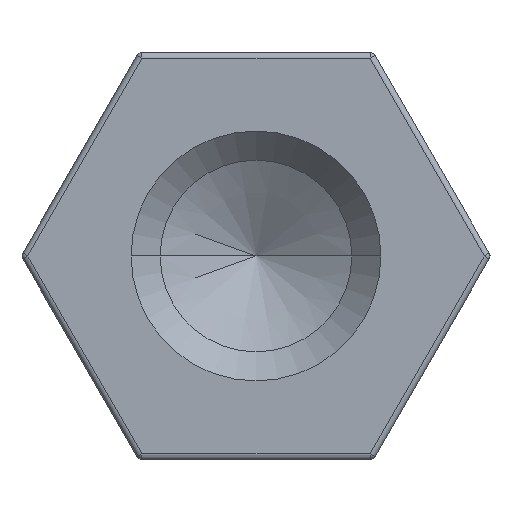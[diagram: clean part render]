
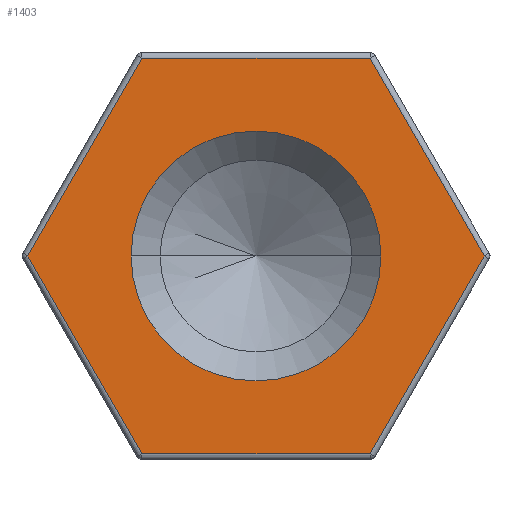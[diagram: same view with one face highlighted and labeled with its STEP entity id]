
A CAD part, left-side view. The second image highlights one B-rep face of the part: STEP entity #1403.
In plain terms, the highlighted planar face has unit normal (-1, 0, 0).
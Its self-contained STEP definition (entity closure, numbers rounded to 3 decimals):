
#13 = CARTESIAN_POINT ( 'NONE',  ( 0., 2.944, 1.7 ) ) ;
#22 = DIRECTION ( 'NONE',  ( 0., 1., 0. ) ) ;
#29 = DIRECTION ( 'NONE',  ( 0., -1., 0. ) ) ;
#52 = DIRECTION ( 'NONE',  ( 1., 0., 0. ) ) ;
#57 = CARTESIAN_POINT ( 'NONE',  ( 0., 0., 0. ) ) ;
#81 = CARTESIAN_POINT ( 'NONE',  ( 0., 1.963, -3.4 ) ) ;
#83 = AXIS2_PLACEMENT_3D ( 'NONE', #415, #52, #447 ) ;
#87 = DIRECTION ( 'NONE',  ( 0., 1., 0. ) ) ;
#88 = DIRECTION ( 'NONE',  ( 1., 0., 0. ) ) ;
#93 = CARTESIAN_POINT ( 'NONE',  ( 0., 0., -3.4 ) ) ;
#149 = CARTESIAN_POINT ( 'NONE',  ( 0., 2.944, -1.7 ) ) ;
#177 = VECTOR ( 'NONE', #454, 1000. ) ;
#178 = CARTESIAN_POINT ( 'NONE',  ( 0., -1.963, 3.4 ) ) ;
#181 = VECTOR ( 'NONE', #22, 1000. ) ;
#185 = VECTOR ( 'NONE', #198, 1000. ) ;
#187 = LINE ( 'NONE', #149, #185 ) ;
#190 = LINE ( 'NONE', #194, #177 ) ;
#193 = VECTOR ( 'NONE', #1184, 1000. ) ;
#194 = CARTESIAN_POINT ( 'NONE',  ( 0., -2.944, 1.7 ) ) ;
#197 = LINE ( 'NONE', #249, #181 ) ;
#198 = DIRECTION ( 'NONE',  ( 0., -0.5, -0.866 ) ) ;
#206 = AXIS2_PLACEMENT_3D ( 'NONE', #57, #88, #87 ) ;
#220 = VECTOR ( 'NONE', #29, 1000. ) ;
#224 = LINE ( 'NONE', #13, #193 ) ;
#227 = LINE ( 'NONE', #93, #220 ) ;
#243 = CARTESIAN_POINT ( 'NONE',  ( 0., -3.926, 0. ) ) ;
#249 = CARTESIAN_POINT ( 'NONE',  ( 0., 0., 3.4 ) ) ;
#302 = EDGE_CURVE ( 'NONE', #601, #911, #564, .T. ) ;
#415 = CARTESIAN_POINT ( 'NONE',  ( 0., 0., 0. ) ) ;
#422 = EDGE_CURVE ( 'NONE', #1126, #672, #471, .T. ) ;
#447 = DIRECTION ( 'NONE',  ( 0., 1., 0. ) ) ;
#448 = CIRCLE ( 'NONE', #83, 2.15 ) ;
#454 = DIRECTION ( 'NONE',  ( 0., 0.5, 0.866 ) ) ;
#461 = VECTOR ( 'NONE', #462, 1000. ) ;
#462 = DIRECTION ( 'NONE',  ( 0., -0.5, 0.866 ) ) ;
#471 = LINE ( 'NONE', #768, #461 ) ;
#474 = CARTESIAN_POINT ( 'NONE',  ( 0., -1.963, -3.4 ) ) ;
#480 = EDGE_CURVE ( 'NONE', #911, #601, #448, .T. ) ;
#564 = CIRCLE ( 'NONE', #206, 2.15 ) ;
#601 = VERTEX_POINT ( 'NONE', #1336 ) ;
#605 = ORIENTED_EDGE ( 'NONE', *, *, #730, .T. ) ;
#672 = VERTEX_POINT ( 'NONE', #243 ) ;
#690 = VERTEX_POINT ( 'NONE', #81 ) ;
#701 = EDGE_CURVE ( 'NONE', #690, #1126, #227, .T. ) ;
#709 = EDGE_CURVE ( 'NONE', #1009, #848, #224, .T. ) ;
#712 = FACE_BOUND ( 'NONE', #1108, .T. ) ;
#720 = EDGE_CURVE ( 'NONE', #848, #690, #187, .T. ) ;
#724 = ORIENTED_EDGE ( 'NONE', *, *, #422, .T. ) ;
#728 = EDGE_CURVE ( 'NONE', #672, #754, #190, .T. ) ;
#730 = EDGE_CURVE ( 'NONE', #754, #1009, #197, .T. ) ;
#754 = VERTEX_POINT ( 'NONE', #178 ) ;
#768 = CARTESIAN_POINT ( 'NONE',  ( 0., -2.944, -1.7 ) ) ;
#769 = ORIENTED_EDGE ( 'NONE', *, *, #709, .T. ) ;
#799 = DIRECTION ( 'NONE',  ( 1., 0., 0. ) ) ;
#848 = VERTEX_POINT ( 'NONE', #1277 ) ;
#896 = ORIENTED_EDGE ( 'NONE', *, *, #480, .T. ) ;
#911 = VERTEX_POINT ( 'NONE', #1230 ) ;
#934 = CARTESIAN_POINT ( 'NONE',  ( 0., 0., 0. ) ) ;
#954 = ORIENTED_EDGE ( 'NONE', *, *, #720, .T. ) ;
#991 = ORIENTED_EDGE ( 'NONE', *, *, #728, .T. ) ;
#1009 = VERTEX_POINT ( 'NONE', #1124 ) ;
#1060 = PLANE ( 'NONE',  #1247 ) ;
#1104 = ORIENTED_EDGE ( 'NONE', *, *, #302, .T. ) ;
#1108 = EDGE_LOOP ( 'NONE', ( #896, #1104 ) ) ;
#1124 = CARTESIAN_POINT ( 'NONE',  ( 0., 1.963, 3.4 ) ) ;
#1126 = VERTEX_POINT ( 'NONE', #474 ) ;
#1147 = EDGE_LOOP ( 'NONE', ( #991, #605, #769, #954, #1160, #724 ) ) ;
#1160 = ORIENTED_EDGE ( 'NONE', *, *, #701, .T. ) ;
#1184 = DIRECTION ( 'NONE',  ( 0., 0.5, -0.866 ) ) ;
#1186 = DIRECTION ( 'NONE',  ( 0., 1., 0. ) ) ;
#1230 = CARTESIAN_POINT ( 'NONE',  ( 0., 2.15, 0. ) ) ;
#1247 = AXIS2_PLACEMENT_3D ( 'NONE', #934, #799, #1186 ) ;
#1250 = FACE_OUTER_BOUND ( 'NONE', #1147, .T. ) ;
#1277 = CARTESIAN_POINT ( 'NONE',  ( 0., 3.926, 0. ) ) ;
#1336 = CARTESIAN_POINT ( 'NONE',  ( 0., -2.15, 0. ) ) ;
#1403 = ADVANCED_FACE ( 'NONE', ( #1250, #712 ), #1060, .F. ) ;
